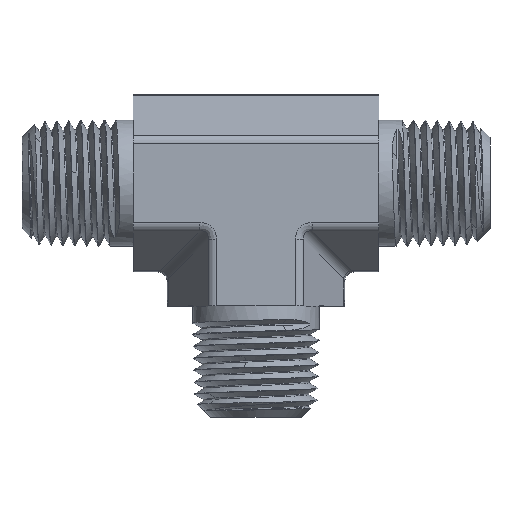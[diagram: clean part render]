
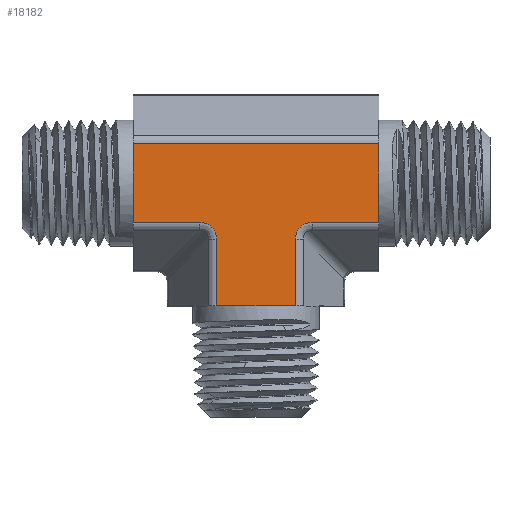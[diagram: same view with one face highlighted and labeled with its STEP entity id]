
A CAD part, top view. The second image highlights one B-rep face of the part: STEP entity #18182.
In plain terms, the highlighted planar face has unit normal (0, 0, 1).
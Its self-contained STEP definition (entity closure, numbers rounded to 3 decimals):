
#222=DIRECTION('',(0.,-1.,0.));
#223=VECTOR('',#222,6.409);
#224=CARTESIAN_POINT('',(10.,3.204,6.35));
#225=LINE('',#224,#223);
#8035=DIRECTION('',(0.,1.,0.));
#8036=VECTOR('',#8035,6.409);
#8037=CARTESIAN_POINT('',(-10.,-3.204,6.35));
#8038=LINE('',#8037,#8036);
#8117=DIRECTION('',(1.,0.,0.));
#8118=VECTOR('',#8117,20.);
#8119=CARTESIAN_POINT('',(-10.,3.204,6.35));
#8120=LINE('',#8119,#8118);
#8124=DIRECTION('',(-1.,0.,0.));
#8125=VECTOR('',#8124,5.41);
#8126=CARTESIAN_POINT('',(10.,-3.204,6.35));
#8127=LINE('',#8126,#8125);
#8131=CARTESIAN_POINT('',(3.204,-4.59,6.35));
#8132=CARTESIAN_POINT('',(3.204,-4.55,6.35));
#8133=CARTESIAN_POINT('',(3.207,-4.471,6.35));
#8134=CARTESIAN_POINT('',(3.219,-4.356,6.35));
#8135=CARTESIAN_POINT('',(3.239,-4.246,6.35));
#8136=CARTESIAN_POINT('',(3.266,-4.141,6.35));
#8137=CARTESIAN_POINT('',(3.3,-4.043,6.35));
#8138=CARTESIAN_POINT('',(3.338,-3.952,6.35));
#8139=CARTESIAN_POINT('',(3.381,-3.868,6.35));
#8140=CARTESIAN_POINT('',(3.428,-3.79,6.35));
#8141=CARTESIAN_POINT('',(3.479,-3.719,6.35));
#8142=CARTESIAN_POINT('',(3.533,-3.652,6.35));
#8143=CARTESIAN_POINT('',(3.591,-3.59,6.35));
#8144=CARTESIAN_POINT('',(3.652,-3.533,6.35));
#8145=CARTESIAN_POINT('',(3.719,-3.479,6.35));
#8146=CARTESIAN_POINT('',(3.791,-3.428,6.35));
#8147=CARTESIAN_POINT('',(3.868,-3.381,6.35));
#8148=CARTESIAN_POINT('',(3.952,-3.338,6.35));
#8149=CARTESIAN_POINT('',(4.043,-3.3,6.35));
#8150=CARTESIAN_POINT('',(4.141,-3.266,6.35));
#8151=CARTESIAN_POINT('',(4.246,-3.239,6.35));
#8152=CARTESIAN_POINT('',(4.356,-3.219,6.35));
#8153=CARTESIAN_POINT('',(4.471,-3.207,6.35));
#8154=CARTESIAN_POINT('',(4.55,-3.204,6.35));
#8155=CARTESIAN_POINT('',(4.59,-3.204,6.35));
#8160=DIRECTION('',(0.,1.,0.));
#8161=VECTOR('',#8160,5.41);
#8162=CARTESIAN_POINT('',(3.204,-10.,6.35));
#8163=LINE('',#8162,#8161);
#8167=DIRECTION('',(0.,1.,0.));
#8168=VECTOR('',#8167,5.41);
#8169=CARTESIAN_POINT('',(-3.204,-10.,6.35));
#8170=LINE('',#8169,#8168);
#8174=CARTESIAN_POINT('',(-4.59,-3.204,
6.35));
#8175=CARTESIAN_POINT('',(-4.55,-3.204,
6.35));
#8176=CARTESIAN_POINT('',(-4.471,-3.207,
6.35));
#8177=CARTESIAN_POINT('',(-4.356,-3.219,
6.35));
#8178=CARTESIAN_POINT('',(-4.246,-3.239,
6.35));
#8179=CARTESIAN_POINT('',(-4.141,-3.266,
6.35));
#8180=CARTESIAN_POINT('',(-4.043,-3.3,
6.35));
#8181=CARTESIAN_POINT('',(-3.952,-3.338,
6.35));
#8182=CARTESIAN_POINT('',(-3.868,-3.381,
6.35));
#8183=CARTESIAN_POINT('',(-3.79,-3.428,
6.35));
#8184=CARTESIAN_POINT('',(-3.719,-3.479,
6.35));
#8185=CARTESIAN_POINT('',(-3.652,-3.533,6.35));
#8186=CARTESIAN_POINT('',(-3.59,-3.591,6.35));
#8187=CARTESIAN_POINT('',(-3.533,-3.652,6.35));
#8188=CARTESIAN_POINT('',(-3.479,-3.719,
6.35));
#8189=CARTESIAN_POINT('',(-3.428,-3.791,
6.35));
#8190=CARTESIAN_POINT('',(-3.381,-3.868,
6.35));
#8191=CARTESIAN_POINT('',(-3.338,-3.952,
6.35));
#8192=CARTESIAN_POINT('',(-3.3,-4.043,
6.35));
#8193=CARTESIAN_POINT('',(-3.266,-4.141,
6.35));
#8194=CARTESIAN_POINT('',(-3.239,-4.246,
6.35));
#8195=CARTESIAN_POINT('',(-3.219,-4.356,
6.35));
#8196=CARTESIAN_POINT('',(-3.207,-4.471,
6.35));
#8197=CARTESIAN_POINT('',(-3.204,-4.55,
6.35));
#8198=CARTESIAN_POINT('',(-3.204,-4.59,
6.35));
#8203=DIRECTION('',(1.,0.,0.));
#8204=VECTOR('',#8203,5.41);
#8205=CARTESIAN_POINT('',(-10.,-3.204,6.35));
#8206=LINE('',#8205,#8204);
#8545=DIRECTION('',(-1.,0.,0.));
#8546=VECTOR('',#8545,6.409);
#8547=CARTESIAN_POINT('',(3.204,-10.,6.35));
#8548=LINE('',#8547,#8546);
#13022=CARTESIAN_POINT('',(10.,3.204,6.35));
#13024=VERTEX_POINT('',#13022);
#13025=CARTESIAN_POINT('',(-10.,3.204,6.35));
#13026=VERTEX_POINT('',#13025);
#13061=CARTESIAN_POINT('',(-3.204,-10.,6.35));
#13063=VERTEX_POINT('',#13061);
#13067=CARTESIAN_POINT('',(-3.204,-4.59,
6.35));
#13068=VERTEX_POINT('',#13067);
#13070=CARTESIAN_POINT('',(-10.,-3.204,6.35));
#13072=VERTEX_POINT('',#13070);
#13073=CARTESIAN_POINT('',(-4.59,-3.204,
6.35));
#13074=VERTEX_POINT('',#13073);
#13078=CARTESIAN_POINT('',(3.204,-10.,6.35));
#13080=VERTEX_POINT('',#13078);
#13081=CARTESIAN_POINT('',(3.204,-4.59,
6.35));
#13082=VERTEX_POINT('',#13081);
#13085=CARTESIAN_POINT('',(10.,-3.204,6.35));
#13087=VERTEX_POINT('',#13085);
#13091=CARTESIAN_POINT('',(4.59,-3.204,
6.35));
#13092=VERTEX_POINT('',#13091);
#18158=CARTESIAN_POINT('',(0.,3.666,6.35));
#18159=DIRECTION('',(0.,0.,1.));
#18160=DIRECTION('',(0.,-1.,0.));
#18161=AXIS2_PLACEMENT_3D('',#18158,#18159,#18160);
#18162=PLANE('',#18161);
#18163=ORIENTED_EDGE('',*,*,#18150,.T.);
#18164=ORIENTED_EDGE('',*,*,#13247,.T.);
#18166=ORIENTED_EDGE('',*,*,#18165,.T.);
#18168=ORIENTED_EDGE('',*,*,#18167,.F.);
#18170=ORIENTED_EDGE('',*,*,#18169,.F.);
#18172=ORIENTED_EDGE('',*,*,#18171,.T.);
#18174=ORIENTED_EDGE('',*,*,#18173,.T.);
#18176=ORIENTED_EDGE('',*,*,#18175,.F.);
#18178=ORIENTED_EDGE('',*,*,#18177,.F.);
#18179=ORIENTED_EDGE('',*,*,#18115,.T.);
#18180=EDGE_LOOP('',(#18163,#18164,#18166,#18168,#18170,#18172,#18174,#18176,
#18178,#18179));
#18181=FACE_OUTER_BOUND('',#18180,.F.);
#8156=B_SPLINE_CURVE_WITH_KNOTS('',3,(#8131,#8132,#8133,#8134,#8135,#8136,#8137,
#8138,#8139,#8140,#8141,#8142,#8143,#8144,#8145,#8146,#8147,#8148,#8149,#8150,
#8151,#8152,#8153,#8154,#8155),.UNSPECIFIED.,.F.,.F.,(4,1,1,1,1,1,1,1,1,1,1,1,1,
1,1,1,1,1,1,1,1,1,4),(0.,0.045,0.091,
0.136,0.182,0.227,0.273,
0.318,0.364,0.409,0.455,0.5,
0.545,0.591,0.636,0.682,
0.727,0.773,0.818,0.864,
0.909,0.955,1.),.UNSPECIFIED.);
#8199=B_SPLINE_CURVE_WITH_KNOTS('',3,(#8174,#8175,#8176,#8177,#8178,#8179,#8180,
#8181,#8182,#8183,#8184,#8185,#8186,#8187,#8188,#8189,#8190,#8191,#8192,#8193,
#8194,#8195,#8196,#8197,#8198),.UNSPECIFIED.,.F.,.F.,(4,1,1,1,1,1,1,1,1,1,1,1,1,
1,1,1,1,1,1,1,1,1,4),(0.,0.045,0.091,
0.136,0.182,0.227,0.273,
0.318,0.364,0.409,0.455,0.5,
0.545,0.591,0.636,0.682,
0.727,0.773,0.818,0.864,
0.909,0.955,1.),.UNSPECIFIED.);
#13247=EDGE_CURVE('',#13024,#13087,#225,.T.);
#18115=EDGE_CURVE('',#13072,#13026,#8038,.T.);
#18150=EDGE_CURVE('',#13026,#13024,#8120,.T.);
#18165=EDGE_CURVE('',#13087,#13092,#8127,.T.);
#18167=EDGE_CURVE('',#13082,#13092,#8156,.T.);
#18169=EDGE_CURVE('',#13080,#13082,#8163,.T.);
#18171=EDGE_CURVE('',#13080,#13063,#8548,.T.);
#18173=EDGE_CURVE('',#13063,#13068,#8170,.T.);
#18175=EDGE_CURVE('',#13074,#13068,#8199,.T.);
#18177=EDGE_CURVE('',#13072,#13074,#8206,.T.);
#18182=ADVANCED_FACE('',(#18181),#18162,.T.);
